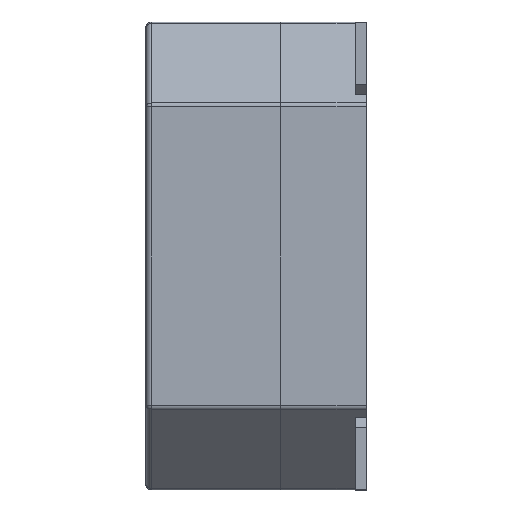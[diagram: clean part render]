
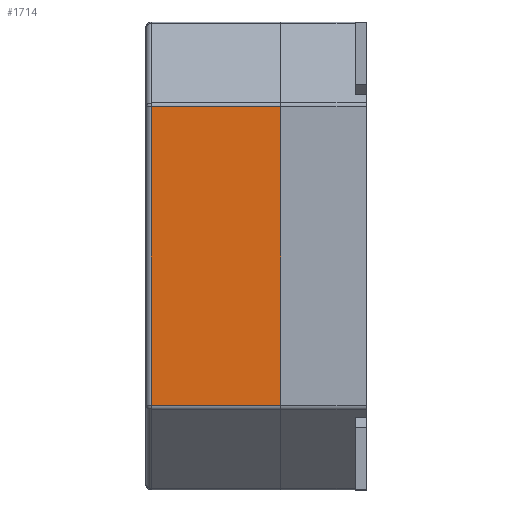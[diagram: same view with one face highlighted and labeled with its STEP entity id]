
A CAD part, left-side view. The second image highlights one B-rep face of the part: STEP entity #1714.
In plain terms, the highlighted planar face has unit normal (-1, 0, 0).
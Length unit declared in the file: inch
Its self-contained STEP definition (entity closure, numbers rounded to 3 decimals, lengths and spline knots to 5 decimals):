
#151 = CARTESIAN_POINT ( 'NONE',  ( -0.16732, 0.15354, 0.10664 ) ) ;
#314 = EDGE_CURVE ( 'NONE', #3308, #5284, #5034, .T. ) ;
#471 = EDGE_CURVE ( 'NONE', #3308, #5623, #5047, .T. ) ;
#524 = VECTOR ( 'NONE', #5529, 39.37008 ) ;
#644 = ORIENTED_EDGE ( 'NONE', *, *, #4728, .T. ) ;
#687 = CARTESIAN_POINT ( 'NONE',  ( -0.16732, 0.10039, 0.10827 ) ) ;
#699 = ORIENTED_EDGE ( 'NONE', *, *, #314, .T. ) ;
#741 = LINE ( 'NONE', #3786, #524 ) ;
#1012 = DIRECTION ( 'NONE',  ( 0., 1., 0. ) ) ;
#1024 = CARTESIAN_POINT ( 'NONE',  ( -0.16732, 0.06102, 0.10664 ) ) ;
#1054 = CARTESIAN_POINT ( 'NONE',  ( -0.16732, 0.06102, 0.10664 ) ) ;
#1355 = AXIS2_PLACEMENT_3D ( 'NONE', #687, #5574, #2475 ) ;
#1485 = CARTESIAN_POINT ( 'NONE',  ( -0.16732, 0.06102, -0.10664 ) ) ;
#1488 = ORIENTED_EDGE ( 'NONE', *, *, #471, .F. ) ;
#1598 = VECTOR ( 'NONE', #5696, 39.37008 ) ;
#1714 = ADVANCED_FACE ( 'NONE', ( #4690 ), #3291, .F. ) ;
#1817 = EDGE_CURVE ( 'NONE', #4426, #5623, #741, .T. ) ;
#1978 = CARTESIAN_POINT ( 'NONE',  ( -0.16732, 0.10039, 0.10664 ) ) ;
#2370 = CARTESIAN_POINT ( 'NONE',  ( -0.16732, 0.15354, -0.10664 ) ) ;
#2382 = VECTOR ( 'NONE', #1012, 39.37008 ) ;
#2475 = DIRECTION ( 'NONE',  ( 0., 0., 1. ) ) ;
#2572 = CARTESIAN_POINT ( 'NONE',  ( -0.16732, 0.15354, 0.10827 ) ) ;
#3291 = PLANE ( 'NONE',  #1355 ) ;
#3308 = VERTEX_POINT ( 'NONE', #1054 ) ;
#3560 = EDGE_LOOP ( 'NONE', ( #644, #5225, #1488, #699 ) ) ;
#3786 = CARTESIAN_POINT ( 'NONE',  ( -0.16732, 0.10039, -0.10664 ) ) ;
#3982 = LINE ( 'NONE', #2572, #1598 ) ;
#4426 = VERTEX_POINT ( 'NONE', #2370 ) ;
#4592 = DIRECTION ( 'NONE',  ( 0., 0., -1. ) ) ;
#4690 = FACE_OUTER_BOUND ( 'NONE', #3560, .T. ) ;
#4728 = EDGE_CURVE ( 'NONE', #5284, #4426, #3982, .T. ) ;
#5034 = LINE ( 'NONE', #1978, #2382 ) ;
#5047 = LINE ( 'NONE', #1024, #5237 ) ;
#5225 = ORIENTED_EDGE ( 'NONE', *, *, #1817, .T. ) ;
#5237 = VECTOR ( 'NONE', #4592, 39.37008 ) ;
#5284 = VERTEX_POINT ( 'NONE', #151 ) ;
#5529 = DIRECTION ( 'NONE',  ( 0., -1., 0. ) ) ;
#5574 = DIRECTION ( 'NONE',  ( 1., 0., 0. ) ) ;
#5623 = VERTEX_POINT ( 'NONE', #1485 ) ;
#5696 = DIRECTION ( 'NONE',  ( 0., 0., -1. ) ) ;
